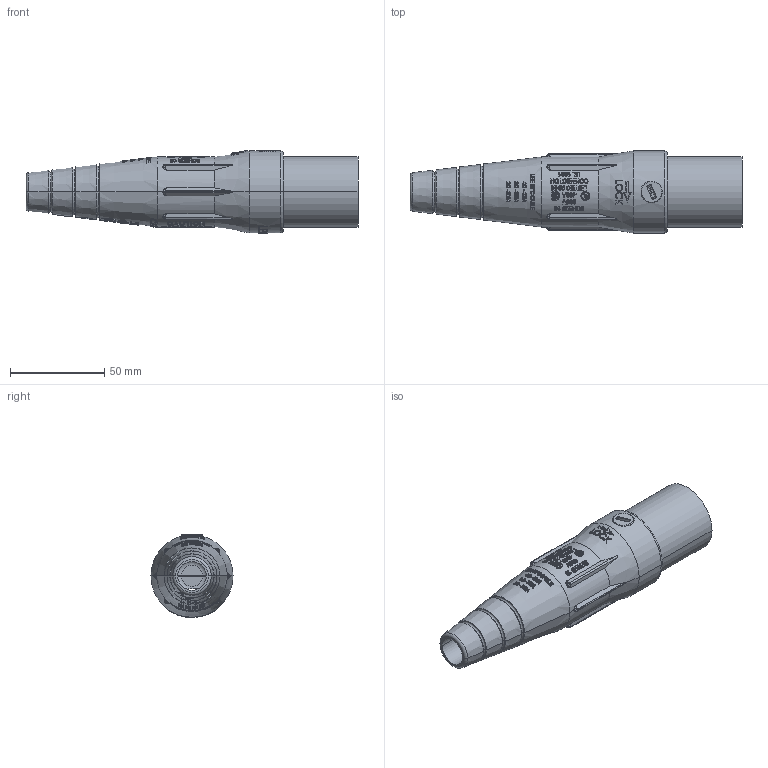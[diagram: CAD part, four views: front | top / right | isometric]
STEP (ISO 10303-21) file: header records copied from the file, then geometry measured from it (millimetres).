
FILE_DESCRIPTION (( 'STEP AP214' ), '1' );
FILE_NAME ('CATSTD-16D28-000-M01.STEP', '2020-08-25T20:44:24', ( '' ), ( '' ), 'SwSTEP 2.0', 'SolidWorks 2020', '' );
FILE_SCHEMA (( 'AUTOMOTIVE_DESIGN' ));
Length unit declared in the file: inch
Products named in the file (1): CATSTD-16D28-000-M01
Bounding box: 176.45 x 43.64 x 44.09 mm (x, y, z)
Surface area: 27225 mm2 (no closed solid volume)
Topology: 0 solids, 5 shells, 2142 faces, 6666 edges, 4471 vertices
Faces by surface type: plane 961, bspline 808, cylinder 208, cone 147, torus 18
Entity records: 143940 total; most frequent: CARTESIAN_POINT 64831, ORIENTED_EDGE 11818, DIRECTION 7724, EDGE_CURVE 6648, VERTEX_POINT 4471, VECTOR 2848, LINE 2848, AXIS2_PLACEMENT_3D 2438
